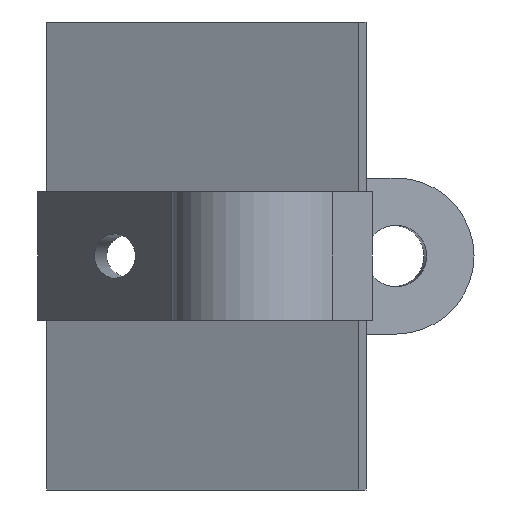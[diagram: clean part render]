
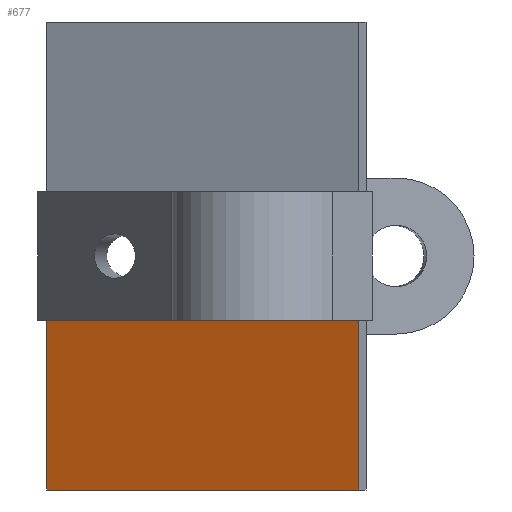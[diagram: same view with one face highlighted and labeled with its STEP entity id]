
A CAD part, front view. The second image highlights one B-rep face of the part: STEP entity #677.
In plain terms, the highlighted planar face has unit normal (-0.442, -0.897, 0).
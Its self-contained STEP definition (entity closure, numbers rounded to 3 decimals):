
#76=FACE_OUTER_BOUND('',#117,.T.);
#117=EDGE_LOOP('',(#535,#536,#537,#538,#539));
#154=LINE('',#1007,#227);
#185=LINE('',#1086,#258);
#186=LINE('',#1088,#259);
#189=LINE('',#1094,#262);
#190=LINE('',#1096,#263);
#227=VECTOR('',#811,10.);
#258=VECTOR('',#880,10.);
#259=VECTOR('',#883,10.);
#262=VECTOR('',#888,10.);
#263=VECTOR('',#891,10.);
#302=VERTEX_POINT('',#1004);
#303=VERTEX_POINT('',#1006);
#327=VERTEX_POINT('',#1072);
#332=VERTEX_POINT('',#1084);
#334=VERTEX_POINT('',#1092);
#367=EDGE_CURVE('',#302,#303,#154,.T.);
#407=EDGE_CURVE('',#332,#327,#185,.T.);
#408=EDGE_CURVE('',#303,#332,#186,.T.);
#411=EDGE_CURVE('',#334,#302,#189,.T.);
#412=EDGE_CURVE('',#327,#334,#190,.T.);
#535=ORIENTED_EDGE('',*,*,#407,.F.);
#536=ORIENTED_EDGE('',*,*,#408,.F.);
#537=ORIENTED_EDGE('',*,*,#367,.F.);
#538=ORIENTED_EDGE('',*,*,#411,.F.);
#539=ORIENTED_EDGE('',*,*,#412,.F.);
#647=PLANE('',#750);
#677=ADVANCED_FACE('',(#76),#647,.F.);
#750=AXIS2_PLACEMENT_3D('',#1095,#889,#890);
#811=DIRECTION('',(-0.897,0.442,0.));
#880=DIRECTION('',(0.897,-0.442,0.));
#883=DIRECTION('',(0.,0.,1.));
#888=DIRECTION('',(0.,0.,-1.));
#889=DIRECTION('center_axis',(0.442,0.897,0.));
#890=DIRECTION('ref_axis',(0.,0.,1.));
#891=DIRECTION('',(0.897,-0.442,0.));
#1004=CARTESIAN_POINT('',(4.39,10.647,-7.625));
#1006=CARTESIAN_POINT('',(-9.614,17.539,-7.625));
#1007=CARTESIAN_POINT('',(4.39,10.647,-7.625));
#1072=CARTESIAN_POINT('',(-9.525,17.496,0.));
#1084=CARTESIAN_POINT('',(-9.614,17.539,0.));
#1086=CARTESIAN_POINT('',(-9.614,17.539,0.));
#1088=CARTESIAN_POINT('',(-9.614,17.539,-7.625));
#1092=CARTESIAN_POINT('',(4.39,10.647,0.));
#1094=CARTESIAN_POINT('',(4.39,10.647,0.));
#1095=CARTESIAN_POINT('Origin',(-2.612,14.093,-3.813));
#1096=CARTESIAN_POINT('',(-3.143,14.354,0.));
